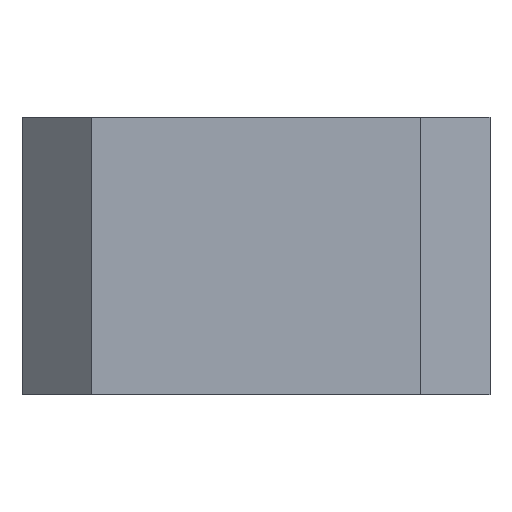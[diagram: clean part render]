
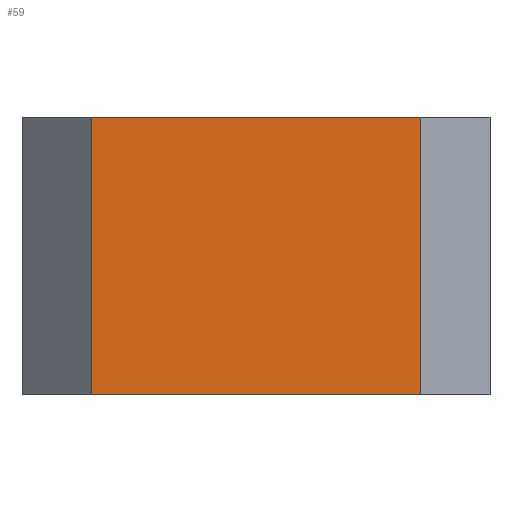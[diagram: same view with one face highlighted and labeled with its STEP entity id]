
A CAD part, left-side view. The second image highlights one B-rep face of the part: STEP entity #59.
In plain terms, the highlighted planar face has unit normal (-1, 0, 0).
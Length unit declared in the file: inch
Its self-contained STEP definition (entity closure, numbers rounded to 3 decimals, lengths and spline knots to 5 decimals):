
#24 = CARTESIAN_POINT ( 'NONE',  ( -0.125, 0.875, -0.125 ) ) ;
#56 = PLANE ( 'NONE',  #134 ) ;
#59 = ADVANCED_FACE ( 'NONE', ( #161 ), #56, .T. ) ;
#79 = EDGE_CURVE ( 'NONE', #434, #377, #460, .T. ) ;
#109 = LINE ( 'NONE', #519, #345 ) ;
#117 = ORIENTED_EDGE ( 'NONE', *, *, #131, .F. ) ;
#119 = CARTESIAN_POINT ( 'NONE',  ( -0.125, 0., 0. ) ) ;
#123 = EDGE_CURVE ( 'NONE', #366, #377, #158, .T. ) ;
#131 = EDGE_CURVE ( 'NONE', #434, #436, #109, .T. ) ;
#134 = AXIS2_PLACEMENT_3D ( 'NONE', #119, #351, #417 ) ;
#158 = LINE ( 'NONE', #604, #533 ) ;
#161 = FACE_OUTER_BOUND ( 'NONE', #463, .T. ) ;
#172 = ORIENTED_EDGE ( 'NONE', *, *, #123, .F. ) ;
#173 = DIRECTION ( 'NONE',  ( 0., 1., 0. ) ) ;
#202 = CARTESIAN_POINT ( 'NONE',  ( -0.125, 0.28248, 0.375 ) ) ;
#206 = CARTESIAN_POINT ( 'NONE',  ( -0.125, 0.875, 0.375 ) ) ;
#266 = VECTOR ( 'NONE', #588, 39.37008 ) ;
#272 = EDGE_CURVE ( 'NONE', #366, #436, #437, .T. ) ;
#315 = CARTESIAN_POINT ( 'NONE',  ( -0.125, 0.875, 0. ) ) ;
#345 = VECTOR ( 'NONE', #609, 39.37008 ) ;
#351 = DIRECTION ( 'NONE',  ( -1., 0., 0. ) ) ;
#357 = CARTESIAN_POINT ( 'NONE',  ( -0.125, 0.28248, -0.125 ) ) ;
#366 = VERTEX_POINT ( 'NONE', #357 ) ;
#377 = VERTEX_POINT ( 'NONE', #24 ) ;
#417 = DIRECTION ( 'NONE',  ( 0., 0., 1. ) ) ;
#434 = VERTEX_POINT ( 'NONE', #206 ) ;
#436 = VERTEX_POINT ( 'NONE', #202 ) ;
#437 = LINE ( 'NONE', #499, #266 ) ;
#448 = VECTOR ( 'NONE', #518, 39.37008 ) ;
#460 = LINE ( 'NONE', #315, #448 ) ;
#463 = EDGE_LOOP ( 'NONE', ( #172, #530, #117, #587 ) ) ;
#499 = CARTESIAN_POINT ( 'NONE',  ( -0.125, 0.28248, 0. ) ) ;
#518 = DIRECTION ( 'NONE',  ( 0., 0., -1. ) ) ;
#519 = CARTESIAN_POINT ( 'NONE',  ( -0.125, 0.15748, 0.375 ) ) ;
#530 = ORIENTED_EDGE ( 'NONE', *, *, #272, .T. ) ;
#533 = VECTOR ( 'NONE', #173, 39.37008 ) ;
#587 = ORIENTED_EDGE ( 'NONE', *, *, #79, .T. ) ;
#588 = DIRECTION ( 'NONE',  ( 0., 0., 1. ) ) ;
#604 = CARTESIAN_POINT ( 'NONE',  ( -0.125, 1., -0.125 ) ) ;
#609 = DIRECTION ( 'NONE',  ( 0., -1., 0. ) ) ;
